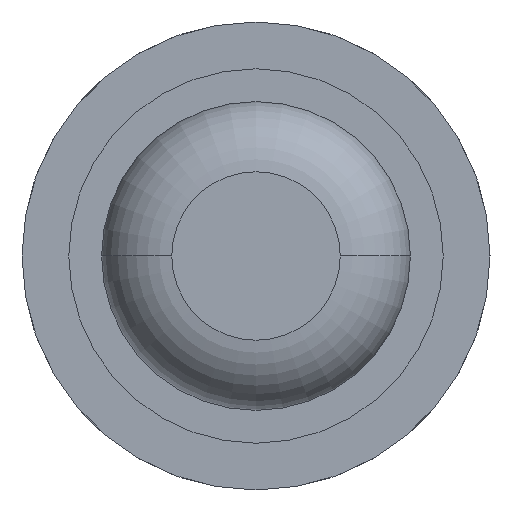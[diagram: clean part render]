
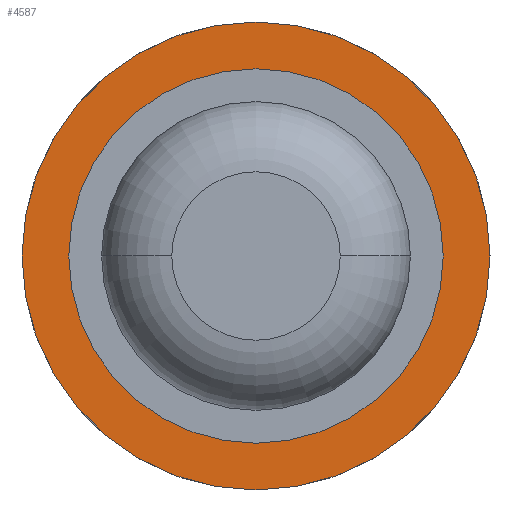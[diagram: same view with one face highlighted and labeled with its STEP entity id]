
A CAD part, front view. The second image highlights one B-rep face of the part: STEP entity #4587.
In plain terms, the highlighted planar face has unit normal (0, -1, 0).
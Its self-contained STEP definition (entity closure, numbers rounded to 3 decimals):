
#520 = CIRCLE ( 'NONE', #4567, 1.25 ) ;
#809 = FACE_BOUND ( 'NONE', #3371, .T. ) ;
#967 = CARTESIAN_POINT ( 'NONE',  ( -1.25, 5., 0. ) ) ;
#1138 = EDGE_CURVE ( 'Defeature ausgef�hrt1_61+Defeature ausgef�hrt1_11+Defeature ausgef�hrt1_11+Defeature ausgef�hrt1_11', #2669, #2376, #3629, .T. ) ;
#1153 = ORIENTED_EDGE ( 'NONE', *, *, #2289, .F. ) ;
#1337 = CIRCLE ( 'NONE', #5272, 1.25 ) ;
#1385 = EDGE_LOOP ( 'NONE', ( #1632, #1153 ) ) ;
#1407 = EDGE_CURVE ( 'Defeature ausgef�hrt1_60+Defeature ausgef�hrt1_61+Defeature ausgef�hrt1_61+Defeature ausgef�hrt1_61', #3038, #2252, #1337, .T. ) ;
#1632 = ORIENTED_EDGE ( 'NONE', *, *, #1407, .F. ) ;
#1739 = CARTESIAN_POINT ( 'NONE',  ( 0., 5., 0. ) ) ;
#1881 = DIRECTION ( 'NONE',  ( -1., 0., 0. ) ) ;
#2089 = DIRECTION ( 'NONE',  ( 0., 1., 0. ) ) ;
#2238 = FACE_OUTER_BOUND ( 'NONE', #1385, .T. ) ;
#2252 = VERTEX_POINT ( 'NONE', #2946 ) ;
#2269 = AXIS2_PLACEMENT_3D ( 'NONE', #1739, #4769, #5671 ) ;
#2289 = EDGE_CURVE ( 'Defeature ausgef�hrt1_60+Defeature ausgef�hrt1_61+Defeature ausgef�hrt1_61+Defeature ausgef�hrt1_61', #2252, #3038, #520, .T. ) ;
#2376 = VERTEX_POINT ( 'NONE', #3015 ) ;
#2449 = DIRECTION ( 'NONE',  ( 0., 1., 0. ) ) ;
#2478 = DIRECTION ( 'NONE',  ( 0., 1., 0. ) ) ;
#2669 = VERTEX_POINT ( 'NONE', #3810 ) ;
#2946 = CARTESIAN_POINT ( 'NONE',  ( 1.25, 5., 0. ) ) ;
#3015 = CARTESIAN_POINT ( 'NONE',  ( 0., 5., -0.64 ) ) ;
#3038 = VERTEX_POINT ( 'NONE', #967 ) ;
#3305 = ORIENTED_EDGE ( 'NONE', *, *, #1138, .T. ) ;
#3371 = EDGE_LOOP ( 'NONE', ( #3305, #3595 ) ) ;
#3589 = EDGE_CURVE ( 'Defeature ausgef�hrt1_61+Defeature ausgef�hrt1_11+Defeature ausgef�hrt1_11+Defeature ausgef�hrt1_11', #2376, #2669, #5593, .T. ) ;
#3595 = ORIENTED_EDGE ( 'NONE', *, *, #3589, .T. ) ;
#3629 = CIRCLE ( 'NONE', #4629, 0.64 ) ;
#3710 = DIRECTION ( 'NONE',  ( 0., 1., 0. ) ) ;
#3810 = CARTESIAN_POINT ( 'NONE',  ( 0., 5., 0.64 ) ) ;
#3905 = CARTESIAN_POINT ( 'NONE',  ( 0., 5., 0. ) ) ;
#4014 = AXIS2_PLACEMENT_3D ( 'NONE', #5446, #3710, #1881 ) ;
#4303 = CARTESIAN_POINT ( 'NONE',  ( 0., 5., 0. ) ) ;
#4345 = DIRECTION ( 'NONE',  ( -1., 0., 0. ) ) ;
#4567 = AXIS2_PLACEMENT_3D ( 'NONE', #3905, #2478, #4345 ) ;
#4587 = ADVANCED_FACE ( 'Defeature ausgef�hrt1_61', ( #2238, #809 ), #5400, .F. ) ;
#4629 = AXIS2_PLACEMENT_3D ( 'NONE', #4303, #2089, #5173 ) ;
#4769 = DIRECTION ( 'NONE',  ( 0., 1., 0. ) ) ;
#5173 = DIRECTION ( 'NONE',  ( 0., 0., 1. ) ) ;
#5272 = AXIS2_PLACEMENT_3D ( 'NONE', #5583, #2449, #5525 ) ;
#5400 = PLANE ( 'NONE',  #4014 ) ;
#5446 = CARTESIAN_POINT ( 'NONE',  ( 1.25, 5., 0. ) ) ;
#5525 = DIRECTION ( 'NONE',  ( -1., 0., 0. ) ) ;
#5583 = CARTESIAN_POINT ( 'NONE',  ( 0., 5., 0. ) ) ;
#5593 = CIRCLE ( 'NONE', #2269, 0.64 ) ;
#5671 = DIRECTION ( 'NONE',  ( 0., 0., 1. ) ) ;
